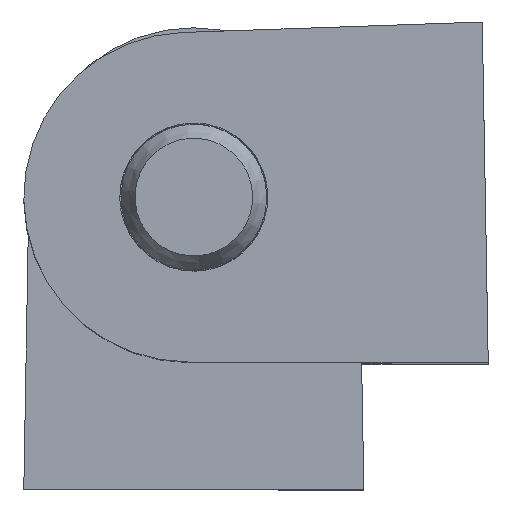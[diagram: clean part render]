
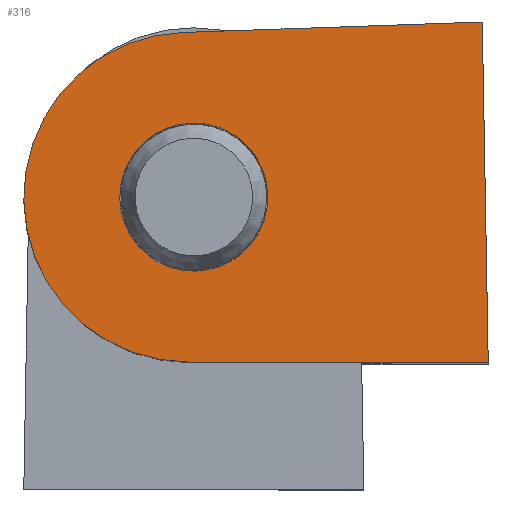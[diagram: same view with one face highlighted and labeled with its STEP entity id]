
A CAD part, top view. The second image highlights one B-rep face of the part: STEP entity #316.
In plain terms, the highlighted planar face has unit normal (0, 0, 1).
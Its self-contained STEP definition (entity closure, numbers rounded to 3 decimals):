
#316=ADVANCED_FACE('',(#596,#597),#598,.T.);
#596=FACE_OUTER_BOUND('',#1162,.T.);
#597=FACE_BOUND('',#1163,.T.);
#598=PLANE('',#1164);
#1162=EDGE_LOOP('',(#1835,#1836,#1837,#1838));
#1163=EDGE_LOOP('',(#1839));
#1164=AXIS2_PLACEMENT_3D('',#1840,#1841,#1842);
#1835=ORIENTED_EDGE('',*,*,#3273,.T.);
#1836=ORIENTED_EDGE('',*,*,#3274,.T.);
#1837=ORIENTED_EDGE('',*,*,#3275,.T.);
#1838=ORIENTED_EDGE('',*,*,#3276,.T.);
#1839=ORIENTED_EDGE('',*,*,#3277,.F.);
#1840=CARTESIAN_POINT('',(-0.214,11.996,25.));
#1841=DIRECTION('',(0.,0.,1.0));
#1842=DIRECTION('',(-0.017,1.,0.));
#3273=EDGE_CURVE('',#3891,#3892,#3893,.T.);
#3274=EDGE_CURVE('',#3892,#3894,#3895,.T.);
#3275=EDGE_CURVE('',#3894,#3896,#3897,.T.);
#3276=EDGE_CURVE('',#3896,#3891,#3898,.T.);
#3277=EDGE_CURVE('',#3899,#3899,#3900,.T.);
#3891=VERTEX_POINT('',#5371);
#3892=VERTEX_POINT('',#5372);
#3893=LINE('',#5373,#5374);
#3894=VERTEX_POINT('',#5375);
#3895=LINE('',#5376,#5377);
#3896=VERTEX_POINT('',#5378);
#3897=CIRCLE('',#5379,6.786);
#3898=LINE('',#5380,#5381);
#3899=VERTEX_POINT('',#5382);
#3900=CIRCLE('',#5383,3.05);
#5371=CARTESIAN_POINT('',(12.12,5.21,25.));
#5372=CARTESIAN_POINT('',(11.876,19.208,25.));
#5373=CARTESIAN_POINT('',(12.12,5.21,25.));
#5374=VECTOR('',#6584,1.0);
#5375=CARTESIAN_POINT('',(-0.451,18.778,25.));
#5376=CARTESIAN_POINT('',(11.876,19.208,25.));
#5377=VECTOR('',#6585,1.0);
#5378=CARTESIAN_POINT('',(-0.214,5.21,25.));
#5379=AXIS2_PLACEMENT_3D('',#6586,#6587,#6588);
#5380=CARTESIAN_POINT('',(-0.214,5.21,25.));
#5381=VECTOR('',#6589,1.0);
#5382=CARTESIAN_POINT('',(-0.053,15.05,25.));
#5383=AXIS2_PLACEMENT_3D('',#6590,#6591,#6592);
#6584=DIRECTION('',(-0.017,1.,0.0));
#6585=DIRECTION('',(-0.999,-0.035,0.));
#6586=CARTESIAN_POINT('',(-0.214,11.996,25.));
#6587=DIRECTION('',(0.,0.,1.0));
#6588=DIRECTION('',(-0.017,1.,0.));
#6589=DIRECTION('',(1.0,0.,0.));
#6590=CARTESIAN_POINT('',(0.,12.0,25.));
#6591=DIRECTION('',(0.,0.,1.0));
#6592=DIRECTION('',(-0.017,1.,0.));
